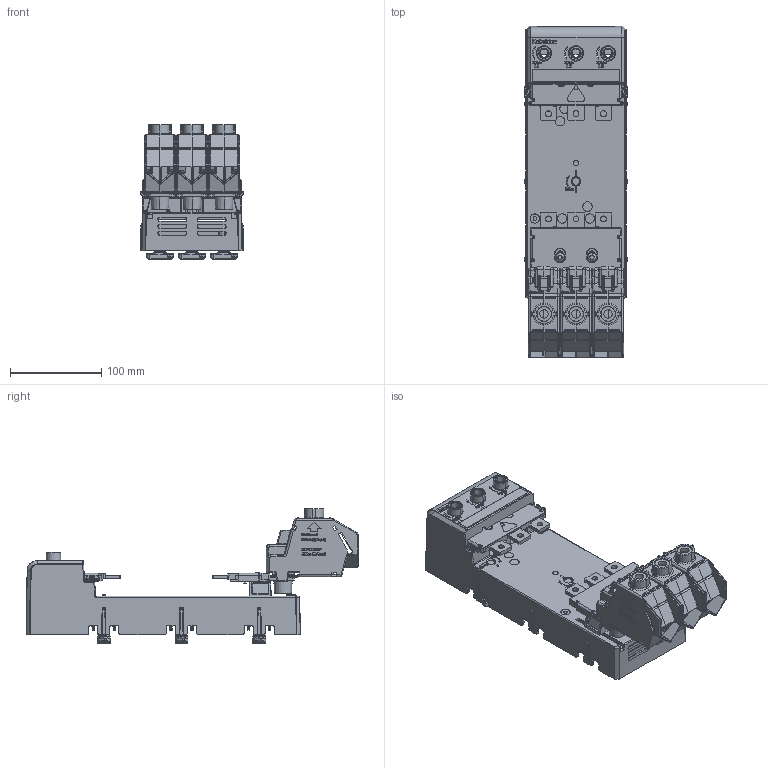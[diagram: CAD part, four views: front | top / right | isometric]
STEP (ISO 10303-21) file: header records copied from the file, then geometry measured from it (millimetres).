
FILE_DESCRIPTION (( 'STEP AP203' ), '1' );
FILE_NAME ('APXT2_KIT_Surface_Dummy.STEP', '2017-08-16T12:25:43', ( '' ), ( '' ), 'SwSTEP 2.0', 'SolidWorks 2013', '' );
FILE_SCHEMA (( 'CONFIG_CONTROL_DESIGN' ));
Products named in the file (1): APXT2_KIT_Surface_Dummy
Bounding box: 112 x 363 x 147.58 mm (x, y, z)
Surface area: 297095.8 mm2 (no closed solid volume)
Topology: 0 solids, 358 shells, 2654 faces, 16102 edges, 13572 vertices
Faces by surface type: cylinder 1136, plane 771, bspline 555, cone 97, torus 95
Entity records: 228022 total; most frequent: CARTESIAN_POINT 120955, ORIENTED_EDGE 20260, DIRECTION 17938, EDGE_CURVE 16020, VERTEX_POINT 13572, VECTOR 8712, LINE 8712, AXIS2_PLACEMENT_3D 4613
